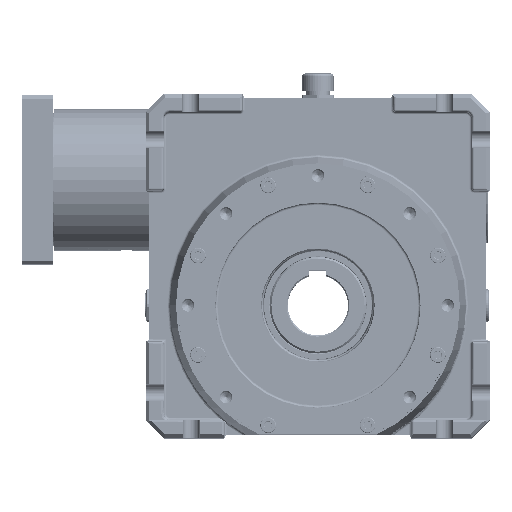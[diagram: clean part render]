
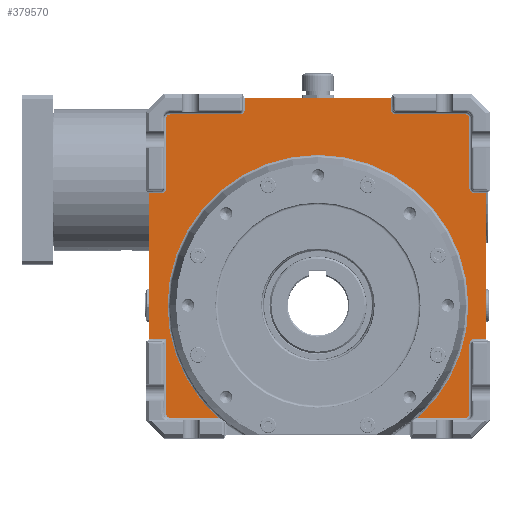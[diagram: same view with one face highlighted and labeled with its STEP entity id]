
A CAD part, top view. The second image highlights one B-rep face of the part: STEP entity #379570.
In plain terms, the highlighted planar face has unit normal (0, 0, 1).
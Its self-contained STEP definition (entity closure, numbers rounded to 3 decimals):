
#26460=CARTESIAN_POINT('',(444.,-28.,62.5));
#26470=VERTEX_POINT('',#26460);
#26500=CARTESIAN_POINT('',(444.,0.,62.5));
#26510=DIRECTION('',(0.,-1.,0.));
#26520=VECTOR('',#26510,1.);
#26530=LINE('',#26500,#26520);
#26540=CARTESIAN_POINT('',(444.,93.,62.5));
#26550=VERTEX_POINT('',#26540);
#26560=EDGE_CURVE('',#26550,#26470,#26530,.T.);
#295090=CARTESIAN_POINT('',(165.,93.,62.5));
#295100=VERTEX_POINT('',#295090);
#295130=CARTESIAN_POINT('',(165.,0.,62.5));
#295140=DIRECTION('',(0.,-1.,0.));
#295150=VECTOR('',#295140,1.);
#295160=LINE('',#295130,#295150);
#295170=CARTESIAN_POINT('',(165.,-28.,62.5));
#295180=VERTEX_POINT('',#295170);
#295190=EDGE_CURVE('',#295100,#295180,#295160,.T.);
#295680=CARTESIAN_POINT('',(365.,172.,62.5));
#295690=VERTEX_POINT('',#295680);
#295720=CARTESIAN_POINT('',(0.,172.,62.5));
#295730=DIRECTION('',(1.,0.,0.));
#295740=VECTOR('',#295730,1.);
#295750=LINE('',#295720,#295740);
#295760=CARTESIAN_POINT('',(244.,172.,62.5));
#295770=VERTEX_POINT('',#295760);
#295780=EDGE_CURVE('',#295770,#295690,#295750,.T.);
#341770=CARTESIAN_POINT('',(434.,-28.,62.5));
#341780=VERTEX_POINT('',#341770);
#341870=CARTESIAN_POINT('',(430.,-32.,62.5));
#341880=VERTEX_POINT('',#341870);
#341910=CARTESIAN_POINT('',(434.,-32.,62.5));
#341920=DIRECTION('',(0.,0.,1.));
#341930=DIRECTION('',(1.,0.,0.));
#341940=AXIS2_PLACEMENT_3D('',#341910,#341920,#341930);
#341950=CIRCLE('',#341940,4.);
#341960=EDGE_CURVE('',#341780,#341880,#341950,.T.);
#344770=CARTESIAN_POINT('',(365.,0.,62.5));
#344780=DIRECTION('',(0.,-1.,0.));
#344790=VECTOR('',#344780,1.);
#344800=LINE('',#344770,#344790);
#344810=CARTESIAN_POINT('',(365.,162.,62.5));
#344820=VERTEX_POINT('',#344810);
#344830=EDGE_CURVE('',#295690,#344820,#344800,.T.);
#346070=CARTESIAN_POINT('',(0.,158.,62.5));
#346080=DIRECTION('',(1.,0.,0.));
#346090=VECTOR('',#346080,1.);
#346100=LINE('',#346070,#346090);
#346110=CARTESIAN_POINT('',(369.,158.,62.5));
#346120=VERTEX_POINT('',#346110);
#346130=CARTESIAN_POINT('',(427.,158.,62.5));
#346140=VERTEX_POINT('',#346130);
#346150=EDGE_CURVE('',#346120,#346140,#346100,.T.);
#346880=CARTESIAN_POINT('',(0.,0.,62.5));
#346890=DIRECTION('',(0.,0.,1.));
#346900=DIRECTION('',(1.,0.,0.));
#346910=AXIS2_PLACEMENT_3D('',#346880,#346890,#346900);
#346920=PLANE('',#346910);
#348160=CARTESIAN_POINT('',(0.,-28.,62.5));
#348170=DIRECTION('',(-1.,0.,0.));
#348180=VECTOR('',#348170,1.);
#348190=LINE('',#348160,#348180);
#348200=EDGE_CURVE('',#26470,#341780,#348190,.T.);
#348890=CARTESIAN_POINT('',(430.,0.,62.5));
#348900=DIRECTION('',(0.,-1.,0.));
#348910=VECTOR('',#348900,1.);
#348920=LINE('',#348890,#348910);
#348930=CARTESIAN_POINT('',(430.,-90.,62.5));
#348940=VERTEX_POINT('',#348930);
#348950=EDGE_CURVE('',#341880,#348940,#348920,.T.);
#351430=CARTESIAN_POINT('',(430.,0.,62.5));
#351440=DIRECTION('',(0.,-1.,0.));
#351450=VECTOR('',#351440,1.);
#351460=LINE('',#351430,#351450);
#351470=CARTESIAN_POINT('',(430.,155.,62.5));
#351480=VERTEX_POINT('',#351470);
#351490=CARTESIAN_POINT('',(430.,97.,62.5));
#351500=VERTEX_POINT('',#351490);
#351510=EDGE_CURVE('',#351480,#351500,#351460,.T.);
#369460=CARTESIAN_POINT('',(0.,-28.,62.5));
#369470=DIRECTION('',(-1.,0.,0.));
#369480=VECTOR('',#369470,1.);
#369490=LINE('',#369460,#369480);
#369500=CARTESIAN_POINT('',(179.,-28.,62.5));
#369510=VERTEX_POINT('',#369500);
#369520=EDGE_CURVE('',#369510,#295180,#369490,.T.);
#374240=CARTESIAN_POINT('',(0.,93.,62.5));
#374250=DIRECTION('',(1.,0.,0.));
#374260=VECTOR('',#374250,1.);
#374270=LINE('',#374240,#374260);
#374280=CARTESIAN_POINT('',(434.,93.,62.5));
#374290=VERTEX_POINT('',#374280);
#374300=EDGE_CURVE('',#374290,#26550,#374270,.T.);
#374890=CARTESIAN_POINT('',(387.314,-93.,62.5));
#374900=VERTEX_POINT('',#374890);
#374950=CARTESIAN_POINT('',(0.,-93.,62.5));
#374960=DIRECTION('',(-1.,0.,0.));
#374970=VECTOR('',#374960,1.);
#374980=LINE('',#374950,#374970);
#374990=CARTESIAN_POINT('',(427.,-93.,62.5));
#375000=VERTEX_POINT('',#374990);
#375010=EDGE_CURVE('',#375000,#374900,#374980,.T.);
#375580=CARTESIAN_POINT('',(179.,0.,62.5));
#375590=DIRECTION('',(0.,1.,0.));
#375600=VECTOR('',#375590,1.);
#375610=LINE('',#375580,#375600);
#375620=CARTESIAN_POINT('',(179.,-90.,62.5));
#375630=VERTEX_POINT('',#375620);
#375640=EDGE_CURVE('',#375630,#369510,#375610,.T.);
#377240=CARTESIAN_POINT('',(175.,93.,62.5));
#377250=VERTEX_POINT('',#377240);
#377300=CARTESIAN_POINT('',(0.,93.,62.5));
#377310=DIRECTION('',(1.,0.,0.));
#377320=VECTOR('',#377310,1.);
#377330=LINE('',#377300,#377320);
#377340=EDGE_CURVE('',#295100,#377250,#377330,.T.);
#377570=CARTESIAN_POINT('',(240.,158.,62.5));
#377580=VERTEX_POINT('',#377570);
#377770=CARTESIAN_POINT('',(244.,162.,62.5));
#377780=VERTEX_POINT('',#377770);
#377810=CARTESIAN_POINT('',(240.,162.,62.5));
#377820=DIRECTION('',(0.,0.,-1.));
#377830=DIRECTION('',(-1.,0.,0.));
#377840=AXIS2_PLACEMENT_3D('',#377810,#377820,#377830);
#377850=CIRCLE('',#377840,4.);
#377860=EDGE_CURVE('',#377780,#377580,#377850,.T.);
#377960=CARTESIAN_POINT('',(179.,0.,62.5));
#377970=DIRECTION('',(0.,1.,0.));
#377980=VECTOR('',#377970,1.);
#377990=LINE('',#377960,#377980);
#378000=CARTESIAN_POINT('',(179.,97.,62.5));
#378010=VERTEX_POINT('',#378000);
#378020=CARTESIAN_POINT('',(179.,155.,62.5));
#378030=VERTEX_POINT('',#378020);
#378040=EDGE_CURVE('',#378010,#378030,#377990,.T.);
#378470=CARTESIAN_POINT('',(175.,97.,62.5));
#378480=DIRECTION('',(0.,0.,-1.));
#378490=DIRECTION('',(-1.,0.,0.));
#378500=AXIS2_PLACEMENT_3D('',#378470,#378480,#378490);
#378510=CIRCLE('',#378500,4.);
#378520=EDGE_CURVE('',#378010,#377250,#378510,.T.);
#378570=CARTESIAN_POINT('',(0.,-93.,62.5));
#378580=DIRECTION('',(-1.,0.,0.));
#378590=VECTOR('',#378580,1.);
#378600=LINE('',#378570,#378590);
#378610=CARTESIAN_POINT('',(221.686,-93.,62.5));
#378620=VERTEX_POINT('',#378610);
#378630=CARTESIAN_POINT('',(182.,-93.,62.5));
#378640=VERTEX_POINT('',#378630);
#378650=EDGE_CURVE('',#378620,#378640,#378600,.T.);
#378660=ORIENTED_EDGE('',*,*,#378650,.F.);
#378670=CARTESIAN_POINT('',(182.,-90.,62.5));
#378680=DIRECTION('',(0.,0.,1.));
#378690=DIRECTION('',(1.,0.,0.));
#378700=AXIS2_PLACEMENT_3D('',#378670,#378680,#378690);
#378710=CIRCLE('',#378700,3.);
#378720=EDGE_CURVE('',#375630,#378640,#378710,.T.);
#378730=ORIENTED_EDGE('',*,*,#378720,.T.);
#378740=ORIENTED_EDGE('',*,*,#375640,.F.);
#378750=ORIENTED_EDGE('',*,*,#369520,.F.);
#378760=ORIENTED_EDGE('',*,*,#295190,.T.);
#378770=ORIENTED_EDGE('',*,*,#377340,.F.);
#378780=ORIENTED_EDGE('',*,*,#378520,.T.);
#378790=ORIENTED_EDGE('',*,*,#378040,.F.);
#378800=CARTESIAN_POINT('',(182.,155.,62.5));
#378810=DIRECTION('',(0.,0.,1.));
#378820=DIRECTION('',(1.,0.,0.));
#378830=AXIS2_PLACEMENT_3D('',#378800,#378810,#378820);
#378840=CIRCLE('',#378830,3.);
#378850=CARTESIAN_POINT('',(182.,158.,62.5));
#378860=VERTEX_POINT('',#378850);
#378870=EDGE_CURVE('',#378860,#378030,#378840,.T.);
#378880=ORIENTED_EDGE('',*,*,#378870,.T.);
#378890=CARTESIAN_POINT('',(0.,158.,62.5));
#378900=DIRECTION('',(1.,0.,0.));
#378910=VECTOR('',#378900,1.);
#378920=LINE('',#378890,#378910);
#378930=EDGE_CURVE('',#378860,#377580,#378920,.T.);
#378940=ORIENTED_EDGE('',*,*,#378930,.F.);
#378950=ORIENTED_EDGE('',*,*,#377860,.T.);
#378960=CARTESIAN_POINT('',(244.,0.,62.5));
#378970=DIRECTION('',(0.,1.,0.));
#378980=VECTOR('',#378970,1.);
#378990=LINE('',#378960,#378980);
#379000=EDGE_CURVE('',#377780,#295770,#378990,.T.);
#379010=ORIENTED_EDGE('',*,*,#379000,.F.);
#379020=ORIENTED_EDGE('',*,*,#295780,.F.);
#379030=ORIENTED_EDGE('',*,*,#344830,.F.);
#379040=CARTESIAN_POINT('',(369.,162.,62.5));
#379050=DIRECTION('',(0.,0.,1.));
#379060=DIRECTION('',(1.,0.,0.));
#379070=AXIS2_PLACEMENT_3D('',#379040,#379050,#379060);
#379080=CIRCLE('',#379070,4.);
#379090=EDGE_CURVE('',#344820,#346120,#379080,.T.);
#379100=ORIENTED_EDGE('',*,*,#379090,.F.);
#379110=ORIENTED_EDGE('',*,*,#346150,.F.);
#379120=CARTESIAN_POINT('',(427.,155.,62.5));
#379130=DIRECTION('',(0.,0.,1.));
#379140=DIRECTION('',(1.,0.,0.));
#379150=AXIS2_PLACEMENT_3D('',#379120,#379130,#379140);
#379160=CIRCLE('',#379150,3.);
#379170=EDGE_CURVE('',#351480,#346140,#379160,.T.);
#379180=ORIENTED_EDGE('',*,*,#379170,.T.);
#379190=ORIENTED_EDGE('',*,*,#351510,.F.);
#379200=CARTESIAN_POINT('',(434.,97.,62.5));
#379210=DIRECTION('',(0.,0.,-1.));
#379220=DIRECTION('',(-1.,0.,0.));
#379230=AXIS2_PLACEMENT_3D('',#379200,#379210,#379220);
#379240=CIRCLE('',#379230,4.);
#379250=EDGE_CURVE('',#374290,#351500,#379240,.T.);
#379260=ORIENTED_EDGE('',*,*,#379250,.T.);
#379270=ORIENTED_EDGE('',*,*,#374300,.F.);
#379280=ORIENTED_EDGE('',*,*,#26560,.F.);
#379290=ORIENTED_EDGE('',*,*,#348200,.F.);
#379300=ORIENTED_EDGE('',*,*,#341960,.F.);
#379310=ORIENTED_EDGE('',*,*,#348950,.F.);
#379320=CARTESIAN_POINT('',(427.,-90.,62.5));
#379330=DIRECTION('',(0.,0.,1.));
#379340=DIRECTION('',(1.,0.,0.));
#379350=AXIS2_PLACEMENT_3D('',#379320,#379330,#379340);
#379360=CIRCLE('',#379350,3.);
#379370=EDGE_CURVE('',#375000,#348940,#379360,.T.);
#379380=ORIENTED_EDGE('',*,*,#379370,.T.);
#379390=ORIENTED_EDGE('',*,*,#375010,.F.);
#379400=CARTESIAN_POINT('',(304.5,0.,62.5));
#379410=DIRECTION('',(0.,0.,1.));
#379420=DIRECTION('',(1.,0.,0.));
#379430=AXIS2_PLACEMENT_3D('',#379400,#379410,#379420);
#379440=CIRCLE('',#379430,124.528);
#379450=CARTESIAN_POINT('',(429.028,0.,62.5));
#379460=VERTEX_POINT('',#379450);
#379470=EDGE_CURVE('',#374900,#379460,#379440,.T.);
#379480=ORIENTED_EDGE('',*,*,#379470,.F.);
#379490=CARTESIAN_POINT('',(179.972,0.,62.5));
#379500=VERTEX_POINT('',#379490);
#379510=EDGE_CURVE('',#379460,#379500,#379440,.T.);
#379520=ORIENTED_EDGE('',*,*,#379510,.F.);
#379530=EDGE_CURVE('',#379500,#378620,#379440,.T.);
#379540=ORIENTED_EDGE('',*,*,#379530,.F.);
#379550=EDGE_LOOP('',(#379540,#379520,#379480,#379390,#379380,#379310,
#379300,#379290,#379280,#379270,#379260,#379190,#379180,#379110,#379100,
#379030,#379020,#379010,#378950,#378940,#378880,#378790,#378780,#378770,
#378760,#378750,#378740,#378730,#378660));
#379560=FACE_OUTER_BOUND('',#379550,.T.);
#379570=ADVANCED_FACE('',(#379560),#346920,.T.);
